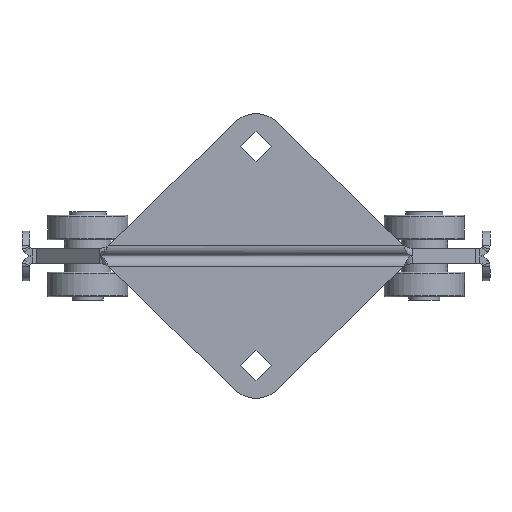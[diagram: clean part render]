
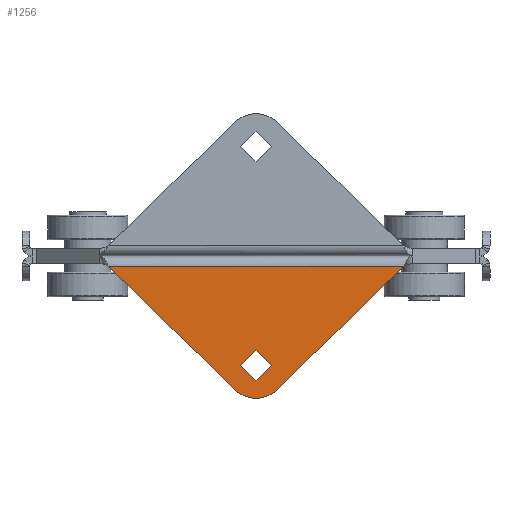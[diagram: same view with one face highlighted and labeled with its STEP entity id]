
A CAD part, front view. The second image highlights one B-rep face of the part: STEP entity #1256.
In plain terms, the highlighted planar face has unit normal (0, -1, 0).
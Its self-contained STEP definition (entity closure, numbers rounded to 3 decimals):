
#1256=ADVANCED_FACE('',(#3127,#3129),#3131,.T.);
#3127=FACE_BOUND('',#3128,.T.);
#3128=EDGE_LOOP('',(#4957,#4958,#4959,#4960));
#3129=FACE_BOUND('',#3130,.T.);
#3130=EDGE_LOOP('',(#4961,#4962,#4963,#4964));
#3131=PLANE('',#3132);
#3132=AXIS2_PLACEMENT_3D('',#3133,#3134,#3135);
#3133=CARTESIAN_POINT('',(16.429,-52.637,34.935));
#3134=DIRECTION('',(0.,-1.,0.));
#3135=DIRECTION('',(1.,0.,0.));
#4957=ORIENTED_EDGE('',*,*,#5917,.T.);
#4958=ORIENTED_EDGE('',*,*,#5907,.T.);
#4959=ORIENTED_EDGE('',*,*,#5905,.T.);
#4960=ORIENTED_EDGE('',*,*,#5903,.T.);
#4961=ORIENTED_EDGE('',*,*,#5908,.T.);
#4962=ORIENTED_EDGE('',*,*,#5915,.T.);
#4963=ORIENTED_EDGE('',*,*,#5913,.T.);
#4964=ORIENTED_EDGE('',*,*,#5911,.T.);
#5903=EDGE_CURVE('',#6621,#6489,#6622,.T.);
#5905=EDGE_CURVE('',#6624,#6621,#6625,.T.);
#5907=EDGE_CURVE('',#6486,#6624,#6627,.T.);
#5908=EDGE_CURVE('',#6628,#6629,#6630,.F.);
#5911=EDGE_CURVE('',#6633,#6628,#6634,.F.);
#5913=EDGE_CURVE('',#6636,#6633,#6637,.F.);
#5915=EDGE_CURVE('',#6629,#6636,#6639,.F.);
#5917=EDGE_CURVE('',#6489,#6486,#6641,.T.);
#6486=VERTEX_POINT('',#7680);
#6489=VERTEX_POINT('',#7701);
#6621=VERTEX_POINT('',#8148);
#6622=LINE('',#8149,#8150);
#6624=VERTEX_POINT('',#8155);
#6625=CIRCLE('',#8156,10.);
#6627=LINE('',#8163,#8164);
#6628=VERTEX_POINT('',#8166);
#6629=VERTEX_POINT('',#8167);
#6630=LINE('',#8168,#8169);
#6633=VERTEX_POINT('',#8177);
#6634=LINE('',#8178,#8179);
#6636=VERTEX_POINT('',#8184);
#6637=LINE('',#8185,#8186);
#6639=LINE('',#8191,#8192);
#6641=LINE('',#8197,#8198);
#7680=CARTESIAN_POINT('',(-31.285,-52.637,-4.473));
#7701=CARTESIAN_POINT('',(64.143,-52.637,-4.473));
#8148=CARTESIAN_POINT('',(23.43,-52.637,-44.384));
#8149=CARTESIAN_POINT('',(23.43,-52.637,-44.384));
#8150=VECTOR('',#8151,1.);
#8151=DIRECTION('',(0.714,0.,0.7));
#8155=CARTESIAN_POINT('',(9.429,-52.637,-44.384));
#8156=AXIS2_PLACEMENT_3D('',#8157,#8158,#8159);
#8157=CARTESIAN_POINT('',(16.429,-52.637,-37.243));
#8158=DIRECTION('',(0.,-1.,0.));
#8159=DIRECTION('',(-0.7,0.,-0.714));
#8163=CARTESIAN_POINT('',(-31.285,-52.637,-4.473));
#8164=VECTOR('',#8165,1.);
#8165=DIRECTION('',(0.714,0.,-0.7));
#8166=CARTESIAN_POINT('',(21.379,-52.637,-36.645));
#8167=CARTESIAN_POINT('',(16.429,-52.637,-41.595));
#8168=CARTESIAN_POINT('',(16.429,-52.637,-41.595));
#8169=VECTOR('',#8170,1.);
#8170=DIRECTION('',(0.707,0.,0.707));
#8177=CARTESIAN_POINT('',(16.429,-52.637,-31.695));
#8178=CARTESIAN_POINT('',(21.379,-52.637,-36.645));
#8179=VECTOR('',#8180,1.);
#8180=DIRECTION('',(-0.707,0.,0.707));
#8184=CARTESIAN_POINT('',(11.479,-52.637,-36.645));
#8185=CARTESIAN_POINT('',(16.429,-52.637,-31.695));
#8186=VECTOR('',#8187,1.);
#8187=DIRECTION('',(-0.707,0.,-0.707));
#8191=CARTESIAN_POINT('',(11.479,-52.637,-36.645));
#8192=VECTOR('',#8193,1.);
#8193=DIRECTION('',(0.707,0.,-0.707));
#8197=CARTESIAN_POINT('',(64.143,-52.637,-4.473));
#8198=VECTOR('',#8199,1.);
#8199=DIRECTION('',(-1.,0.,0.));
